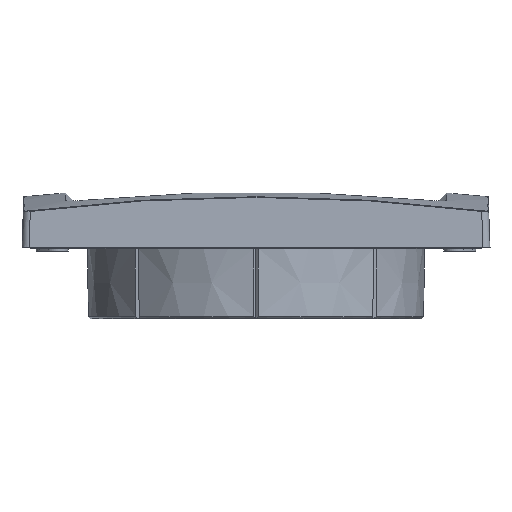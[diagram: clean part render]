
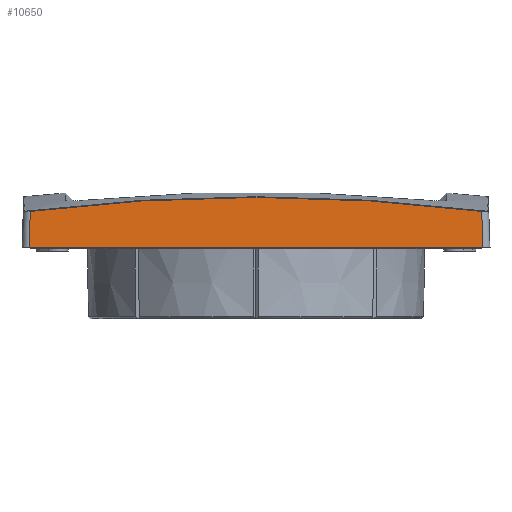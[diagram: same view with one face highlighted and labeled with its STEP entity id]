
A CAD part, left-side view. The second image highlights one B-rep face of the part: STEP entity #10650.
In plain terms, the highlighted planar face has unit normal (-0.999, 0, 0.035).
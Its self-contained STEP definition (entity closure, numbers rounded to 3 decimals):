
#10250=CARTESIAN_POINT('',(-99.776,0.,
2.968));
#10260=DIRECTION('',(0.999,0.,
-0.035));
#10270=DIRECTION('',(0.035,0.,
0.999));
#10280=AXIS2_PLACEMENT_3D('',#10250,#10260,#10270);
#10290=PLANE('',#10280);
#10300=CARTESIAN_POINT('',(-100.245,-97.251,
-10.478));
#10310=DIRECTION('',(-0.035,-0.035,
-0.999));
#10320=VECTOR('',#10310,1.);
#10330=LINE('',#10300,#10320);
#10340=CARTESIAN_POINT('',(-99.358,-96.364,
14.944));
#10350=VERTEX_POINT('',#10340);
#10360=CARTESIAN_POINT('',(-99.896,-96.902,
-0.468));
#10370=VERTEX_POINT('',#10360);
#10380=EDGE_CURVE('',#10350,#10370,#10330,.T.);
#10390=ORIENTED_EDGE('',*,*,#10380,.F.);
#10400=CARTESIAN_POINT('',(-99.896,108.6,
-0.468));
#10410=DIRECTION('',(0.,1.,0.));
#10420=VECTOR('',#10410,1.);
#10430=LINE('',#10400,#10420);
#10440=CARTESIAN_POINT('',(-99.896,96.902,
-0.468));
#10450=VERTEX_POINT('',#10440);
#10460=EDGE_CURVE('',#10370,#10450,#10430,.T.);
#10470=ORIENTED_EDGE('',*,*,#10460,.F.);
#10480=CARTESIAN_POINT('',(-100.245,97.251,
-10.478));
#10490=DIRECTION('',(0.035,-0.035,
0.999));
#10500=VECTOR('',#10490,1.);
#10510=LINE('',#10480,#10500);
#10520=CARTESIAN_POINT('',(-99.358,96.364,
14.944));
#10530=VERTEX_POINT('',#10520);
#10540=EDGE_CURVE('',#10450,#10530,#10510,.T.);
#10550=ORIENTED_EDGE('',*,*,#10540,.F.);
#10560=CARTESIAN_POINT('',(-126.391,0.,
-759.182));
#10570=DIRECTION('',(0.999,0.,
-0.035));
#10580=DIRECTION('',(-0.035,0.,
-0.999));
#10590=AXIS2_PLACEMENT_3D('',#10560,#10570,#10580);
#10600=CIRCLE('',#10590,780.569);
#10610=EDGE_CURVE('',#10530,#10350,#10600,.T.);
#10620=ORIENTED_EDGE('',*,*,#10610,.F.);
#10630=EDGE_LOOP('',(#10620,#10550,#10470,#10390));
#10640=FACE_OUTER_BOUND('',#10630,.T.);
#10650=ADVANCED_FACE('',(#10640),#10290,.F.);
